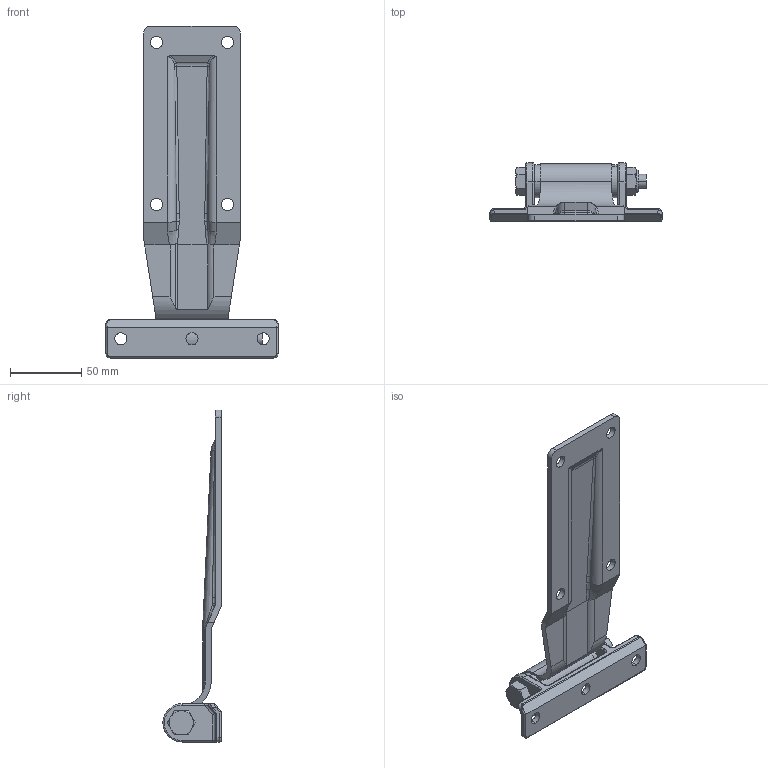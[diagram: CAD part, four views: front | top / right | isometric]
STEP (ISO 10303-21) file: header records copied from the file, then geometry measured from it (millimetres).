
FILE_DESCRIPTION (( 'STEP AP203' ), '1' );
FILE_NAME ('sone3D.STEP', '2014-09-04T04:52:57', ( '' ), ( '' ), 'SwSTEP 2.0', 'SolidWorks 2012', '' );
FILE_SCHEMA (( 'CONFIG_CONTROL_DESIGN' ));
Length unit declared in the file: millimetre
Products named in the file (6): sone3D; 六角ナットM10; B-1849N-3僔儍僼僩_; B-1849N-3カラー_; B-1849N-3羽根_; B-1849N-3受座_
Assembly tree (6 placements, depth 2):
  sone3D
    B-1849N-3受座_
    B-1849N-3羽根_
    B-1849N-3カラー_  x2
    B-1849N-3僔儍僼僩_
    六角ナットM10
Bounding box: 121 x 41 x 233.5 mm (x, y, z)
Volume: 109755.9 mm3; surface area: 60596.9 mm2
Topology: 6 solids, 6 shells, 250 faces, 597 edges, 365 vertices
Faces by surface type: cylinder 115, plane 69, bspline 36, torus 20, cone 10
Entity records: 8693 total; most frequent: CARTESIAN_POINT 2750, ORIENTED_EDGE 1146, DIRECTION 1080, EDGE_CURVE 573, AXIS2_PLACEMENT_3D 423, VERTEX_POINT 349, EDGE_LOOP 266, FACE_OUTER_BOUND 238
